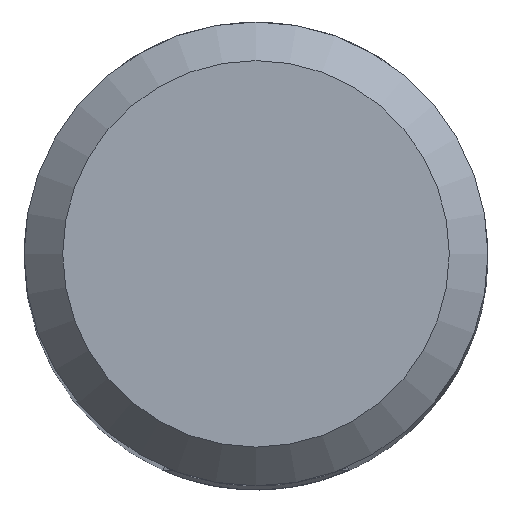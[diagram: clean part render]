
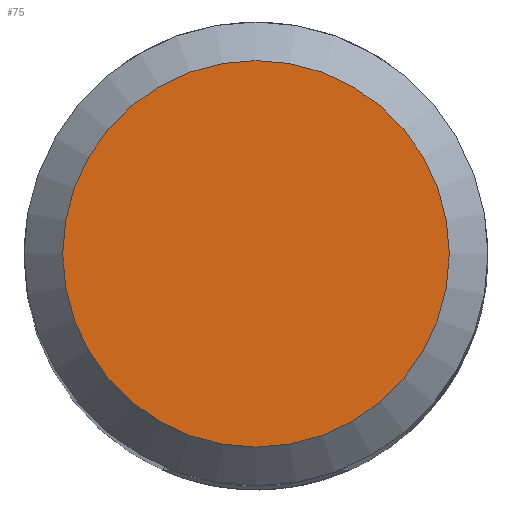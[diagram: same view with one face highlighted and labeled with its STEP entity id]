
A CAD part, top view. The second image highlights one B-rep face of the part: STEP entity #75.
In plain terms, the highlighted planar face has unit normal (0, 0, 1).
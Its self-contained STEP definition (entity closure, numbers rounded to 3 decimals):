
#47=PLANE('',#571);
#75=ADVANCED_FACE('',(#109),#47,.F.);
#109=FACE_OUTER_BOUND('',#142,.T.);
#142=EDGE_LOOP('',(#252));
#170=CIRCLE('',#569,5.);
#252=ORIENTED_EDGE('',*,*,#452,.T.);
#400=VERTEX_POINT('',#885);
#452=EDGE_CURVE('',#400,#400,#170,.T.);
#569=AXIS2_PLACEMENT_3D('',#884,#618,#619);
#571=AXIS2_PLACEMENT_3D('',#887,#622,#623);
#618=DIRECTION('',(0.,0.,1.));
#619=DIRECTION('',(-1.,0.,0.));
#622=DIRECTION('',(0.,0.,-1.));
#623=DIRECTION('',(1.,0.,0.));
#884=CARTESIAN_POINT('',(0.,0.,0.));
#885=CARTESIAN_POINT('',(-5.,0.,0.));
#887=CARTESIAN_POINT('',(0.,0.,0.));
